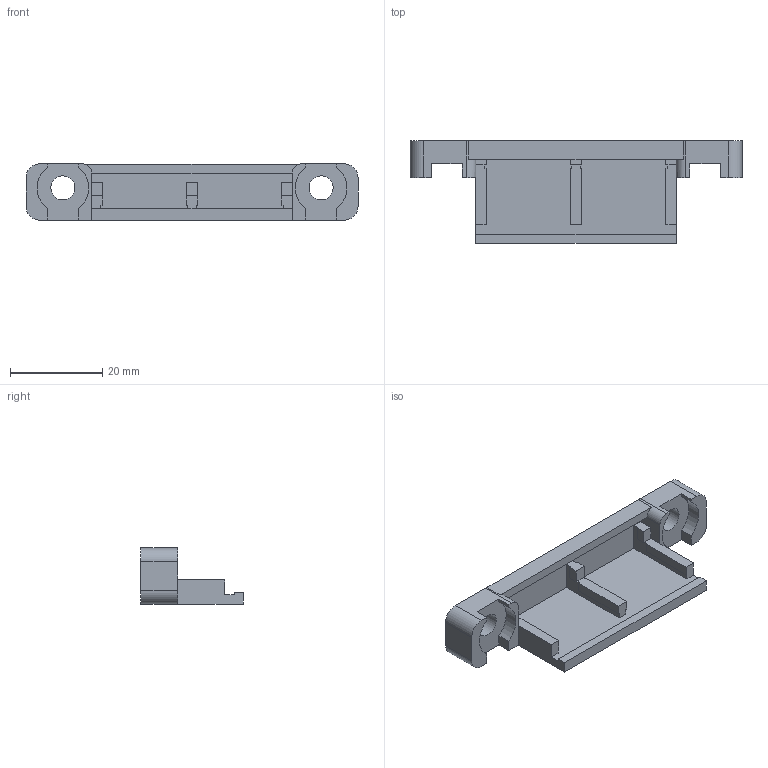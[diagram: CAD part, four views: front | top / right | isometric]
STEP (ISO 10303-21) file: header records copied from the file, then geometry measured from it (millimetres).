
FILE_DESCRIPTION( ( '' ), ' ' );
FILE_NAME( '5d0fa5728f9d3f1768800fc8.step', '2019-06-23T16:14:43', ( '' ), ( '' ), ' ', ' ', ' ' );
FILE_SCHEMA( ( 'AUTOMOTIVE_DESIGN { 1 0 10303 214 1 1 1 1 }' ) );
Length unit declared in the file: metre
Products named in the file (1): 2x3
Bounding box: 72 x 22.25 x 12.2 mm (x, y, z)
Volume: 5280 mm3; surface area: 5123.9 mm2
Topology: 1 solids, 1 shells, 84 faces, 240 edges, 158 vertices
Faces by surface type: plane 72, cylinder 12
Full cylindrical faces by diameter (mm): 5.2 x2
Entity records: 3388 total; most frequent: CARTESIAN_POINT 481, ORIENTED_EDGE 476, DIRECTION 434, EDGE_CURVE 238, LINE 212, VECTOR 212, VERTEX_POINT 158, AXIS2_PLACEMENT_3D 111
